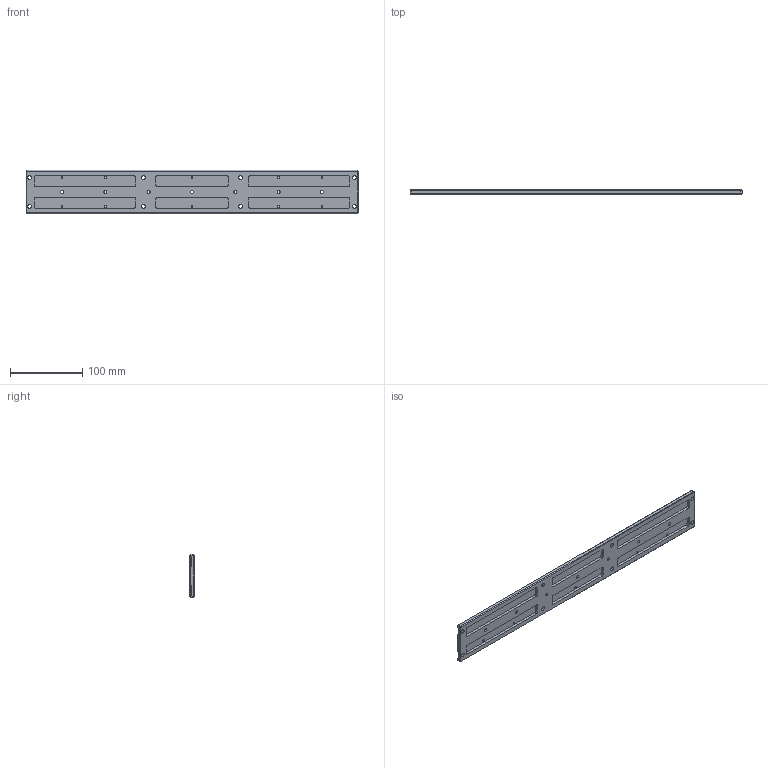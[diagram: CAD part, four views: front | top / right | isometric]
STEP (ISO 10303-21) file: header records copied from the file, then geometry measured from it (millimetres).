
FILE_DESCRIPTION (( 'STEP AP203' ), '1' );
FILE_NAME ('upperFrametype2_v3.STEP', '2024-10-14T02:41:52', ( 'lance' ), ( '' ), 'SwSTEP 2.0', 'SolidWorks 2021', '' );
FILE_SCHEMA (( 'CONFIG_CONTROL_DESIGN' ));
Length unit declared in the file: millimetre
Products named in the file (1): upperFrametype2_v3
Bounding box: 460 x 6 x 60 mm (x, y, z)
Volume: 115551 mm3; surface area: 67911.9 mm2
Topology: 1 solids, 1 shells, 190 faces, 494 edges, 308 vertices
Faces by surface type: cylinder 98, plane 72, cone 20
Entity records: 5951 total; most frequent: DIRECTION 1076, CARTESIAN_POINT 985, ORIENTED_EDGE 972, EDGE_CURVE 486, AXIS2_PLACEMENT_3D 399, VERTEX_POINT 308, VECTOR 278, LINE 278
